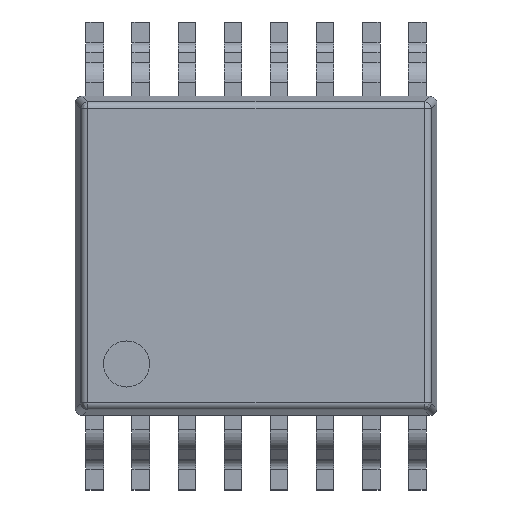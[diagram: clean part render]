
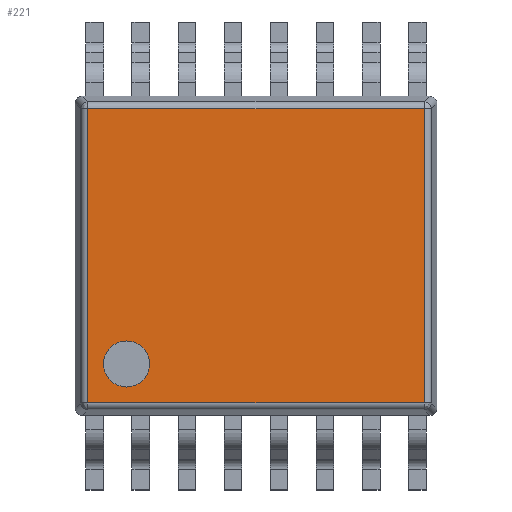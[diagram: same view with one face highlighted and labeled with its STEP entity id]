
A CAD part, top view. The second image highlights one B-rep face of the part: STEP entity #221.
In plain terms, the highlighted planar face has unit normal (0, 0, 1).
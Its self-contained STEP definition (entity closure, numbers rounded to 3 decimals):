
#221=ADVANCED_FACE('',(#2729,#2731),#2733,.T.);
#2729=FACE_BOUND('',#2730,.T.);
#2730=EDGE_LOOP('',(#4785,#4786,#4787,#4788));
#2731=FACE_BOUND('',#2732,.T.);
#2732=EDGE_LOOP('',(#4789));
#2733=PLANE('',#2734);
#2734=AXIS2_PLACEMENT_3D('',#2735,#2736,#2737);
#2735=CARTESIAN_POINT('',(0.,0.,1.2));
#2736=DIRECTION('',(0.,0.,1.));
#2737=DIRECTION('',(1.,0.,0.));
#4785=ORIENTED_EDGE('',*,*,#6197,.T.);
#4786=ORIENTED_EDGE('',*,*,#6198,.T.);
#4787=ORIENTED_EDGE('',*,*,#6199,.T.);
#4788=ORIENTED_EDGE('',*,*,#6200,.T.);
#4789=ORIENTED_EDGE('',*,*,#6201,.T.);
#6197=EDGE_CURVE('',#6935,#6936,#6937,.T.);
#6198=EDGE_CURVE('',#6936,#6938,#6939,.T.);
#6199=EDGE_CURVE('',#6938,#6940,#6941,.T.);
#6200=EDGE_CURVE('',#6940,#6935,#6942,.T.);
#6201=EDGE_CURVE('',#6943,#6943,#6944,.F.);
#6935=VERTEX_POINT('',#8275);
#6936=VERTEX_POINT('',#8276);
#6937=LINE('',#8277,#8278);
#6938=VERTEX_POINT('',#8280);
#6939=LINE('',#8281,#8282);
#6940=VERTEX_POINT('',#8284);
#6941=LINE('',#8285,#8286);
#6942=LINE('',#8288,#8289);
#6943=VERTEX_POINT('',#8291);
#6944=CIRCLE('',#8292,0.325);
#8275=CARTESIAN_POINT('',(2.373,2.073,1.2));
#8276=CARTESIAN_POINT('',(-2.373,2.073,1.2));
#8277=CARTESIAN_POINT('',(2.373,2.073,1.2));
#8278=VECTOR('',#8279,1.);
#8279=DIRECTION('',(-1.,0.,0.));
#8280=CARTESIAN_POINT('',(-2.373,-2.073,1.2));
#8281=CARTESIAN_POINT('',(-2.373,2.073,1.2));
#8282=VECTOR('',#8283,1.);
#8283=DIRECTION('',(0.,-1.,0.));
#8284=CARTESIAN_POINT('',(2.373,-2.073,1.2));
#8285=CARTESIAN_POINT('',(-2.373,-2.073,1.2));
#8286=VECTOR('',#8287,1.);
#8287=DIRECTION('',(1.,0.,0.));
#8288=CARTESIAN_POINT('',(2.373,-2.073,1.2));
#8289=VECTOR('',#8290,1.);
#8290=DIRECTION('',(0.,1.,0.));
#8291=CARTESIAN_POINT('',(-1.5,-1.525,1.2));
#8292=AXIS2_PLACEMENT_3D('',#8293,#8294,#8295);
#8293=CARTESIAN_POINT('',(-1.825,-1.525,1.2));
#8294=DIRECTION('',(0.,0.,1.));
#8295=DIRECTION('',(1.,0.,0.));
